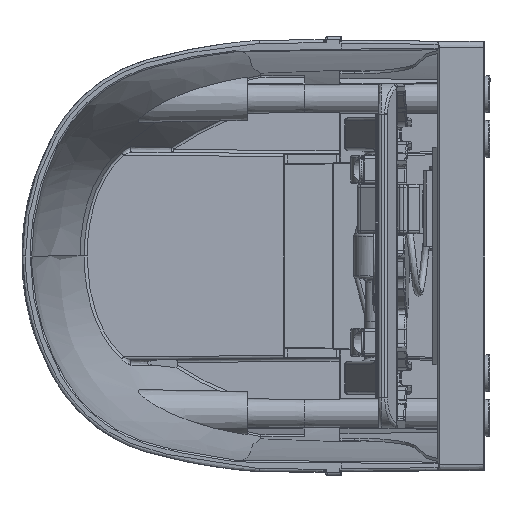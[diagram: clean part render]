
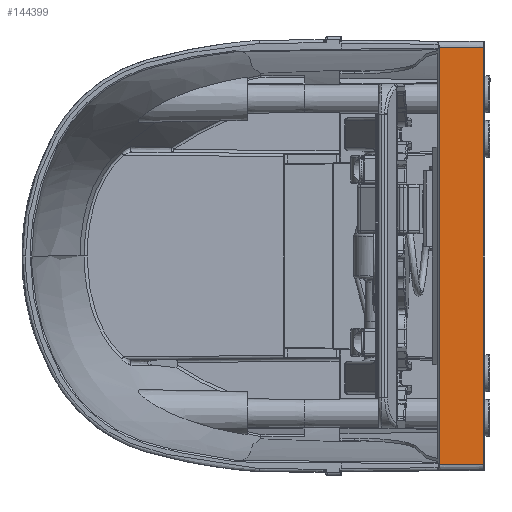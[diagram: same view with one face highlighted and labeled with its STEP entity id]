
A CAD part, left-side view. The second image highlights one B-rep face of the part: STEP entity #144399.
In plain terms, the highlighted planar face has unit normal (-1, 0, 0).
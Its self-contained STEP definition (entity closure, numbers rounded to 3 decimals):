
#2149 = ORIENTED_EDGE ( 'NONE', *, *, #162808, .F. ) ;
#11601 = LINE ( 'NONE', #124359, #242221 ) ;
#25741 = DIRECTION ( 'NONE',  ( 1., 0., 0. ) ) ;
#32393 = VECTOR ( 'NONE', #116331, 1000. ) ;
#37083 = DIRECTION ( 'NONE',  ( 0., -1., -0.009 ) ) ;
#37665 = CARTESIAN_POINT ( 'NONE',  ( 18.597, 124.197, 70.647 ) ) ;
#47225 = LINE ( 'NONE', #103514, #132062 ) ;
#56649 = VERTEX_POINT ( 'NONE', #37665 ) ;
#66795 = CARTESIAN_POINT ( 'NONE',  ( 18.597, 109.861, 70.772 ) ) ;
#69896 = ORIENTED_EDGE ( 'NONE', *, *, #87378, .F. ) ;
#78585 = EDGE_LOOP ( 'NONE', ( #69896, #132520, #2149, #223017 ) ) ;
#84558 = EDGE_CURVE ( 'NONE', #140492, #98031, #256109, .T. ) ;
#85775 = EDGE_CURVE ( 'NONE', #56649, #183256, #11601, .T. ) ;
#87378 = EDGE_CURVE ( 'NONE', #98031, #56649, #249230, .T. ) ;
#91293 = CARTESIAN_POINT ( 'NONE',  ( 18.597, 158.361, 208.15 ) ) ;
#98031 = VERTEX_POINT ( 'NONE', #66795 ) ;
#103514 = CARTESIAN_POINT ( 'NONE',  ( 18.597, 117.149, 205.996 ) ) ;
#110121 = PLANE ( 'NONE',  #120005 ) ;
#114337 = DIRECTION ( 'NONE',  ( 0., 0., -1. ) ) ;
#116331 = DIRECTION ( 'NONE',  ( 0., 1., -0.009 ) ) ;
#120005 = AXIS2_PLACEMENT_3D ( 'NONE', #91293, #25741, #220996 ) ;
#124359 = CARTESIAN_POINT ( 'NONE',  ( 18.597, 124.197, 208.15 ) ) ;
#132062 = VECTOR ( 'NONE', #37083, 1000. ) ;
#132520 = ORIENTED_EDGE ( 'NONE', *, *, #84558, .F. ) ;
#140492 = VERTEX_POINT ( 'NONE', #246226 ) ;
#144399 = ADVANCED_FACE ( 'NONE', ( #187036 ), #110121, .F. ) ;
#162808 = EDGE_CURVE ( 'NONE', #183256, #140492, #47225, .T. ) ;
#183256 = VERTEX_POINT ( 'NONE', #221222 ) ;
#187036 = FACE_OUTER_BOUND ( 'NONE', #78585, .T. ) ;
#220996 = DIRECTION ( 'NONE',  ( 0., 0., -1. ) ) ;
#221222 = CARTESIAN_POINT ( 'NONE',  ( 18.597, 124.197, 206.058 ) ) ;
#223017 = ORIENTED_EDGE ( 'NONE', *, *, #85775, .F. ) ;
#226233 = CARTESIAN_POINT ( 'NONE',  ( 18.597, 109.861, 70.772 ) ) ;
#228912 = VECTOR ( 'NONE', #114337, 1000. ) ;
#240442 = CARTESIAN_POINT ( 'NONE',  ( 18.597, 109.861, 178.352 ) ) ;
#242221 = VECTOR ( 'NONE', #276021, 1000. ) ;
#246226 = CARTESIAN_POINT ( 'NONE',  ( 18.597, 109.861, 205.933 ) ) ;
#249230 = LINE ( 'NONE', #226233, #32393 ) ;
#256109 = LINE ( 'NONE', #240442, #228912 ) ;
#276021 = DIRECTION ( 'NONE',  ( 0., 0., 1. ) ) ;
